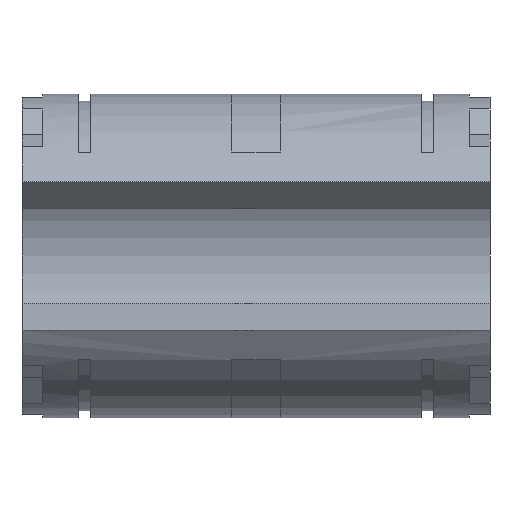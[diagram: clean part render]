
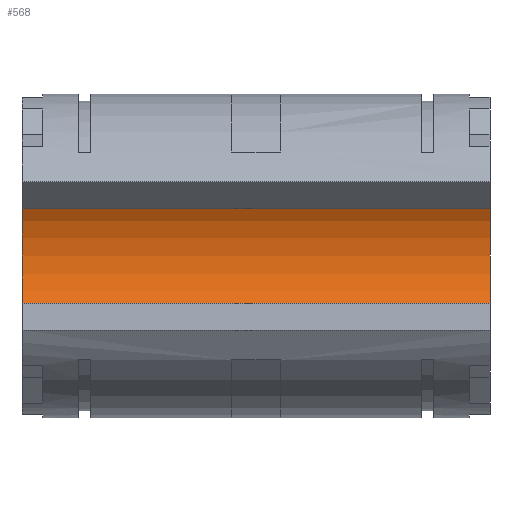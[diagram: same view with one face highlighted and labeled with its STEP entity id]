
A CAD part, front view. The second image highlights one B-rep face of the part: STEP entity #568.
In plain terms, the highlighted cylindrical face has radius 15 mm (diameter 30 mm), a partial arc.
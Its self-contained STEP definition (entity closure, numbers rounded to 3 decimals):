
#559 = EDGE_LOOP ( 'NONE', ( #645, #6359, #628, #632 ) ) ;
#568 = ADVANCED_FACE ( 'NONE', ( #3054 ), #3092, .F. ) ;
#569 = EDGE_CURVE ( 'NONE', #646, #595, #3091, .T. ) ;
#570 = VERTEX_POINT ( 'NONE', #3082 ) ;
#585 = VERTEX_POINT ( 'NONE', #3182 ) ;
#594 = EDGE_CURVE ( 'NONE', #585, #595, #3174, .T. ) ;
#595 = VERTEX_POINT ( 'NONE', #3170 ) ;
#628 = ORIENTED_EDGE ( 'NONE', *, *, #633, .T. ) ;
#632 = ORIENTED_EDGE ( 'NONE', *, *, #569, .T. ) ;
#633 = EDGE_CURVE ( 'NONE', #570, #646, #3251, .T. ) ;
#645 = ORIENTED_EDGE ( 'NONE', *, *, #594, .F. ) ;
#646 = VERTEX_POINT ( 'NONE', #3293 ) ;
#647 = EDGE_CURVE ( 'NONE', #570, #585, #3292, .T. ) ;
#3054 = FACE_OUTER_BOUND ( 'NONE', #559, .T. ) ;
#3082 = CARTESIAN_POINT ( 'NONE',  ( 34., 0., 15. ) ) ;
#3083 = DIRECTION ( 'NONE',  ( 0., 0., 1. ) ) ;
#3084 = DIRECTION ( 'NONE',  ( -1., 0., 0. ) ) ;
#3085 = CARTESIAN_POINT ( 'NONE',  ( -34., 0., 0. ) ) ;
#3086 = AXIS2_PLACEMENT_3D ( 'NONE', #3085, #3084, #3083 ) ;
#3087 = DIRECTION ( 'NONE',  ( 0., 0., 1. ) ) ;
#3088 = DIRECTION ( 'NONE',  ( -1., 0., 0. ) ) ;
#3089 = CARTESIAN_POINT ( 'NONE',  ( 0., 0., 0. ) ) ;
#3090 = AXIS2_PLACEMENT_3D ( 'NONE', #3089, #3088, #3087 ) ;
#3091 = CIRCLE ( 'NONE', #3086, 15. ) ;
#3092 = CYLINDRICAL_SURFACE ( 'NONE', #3090, 15. ) ;
#3170 = CARTESIAN_POINT ( 'NONE',  ( -34., 0., -15. ) ) ;
#3171 = DIRECTION ( 'NONE',  ( -1., 0., 0. ) ) ;
#3172 = VECTOR ( 'NONE', #3171, 1000. ) ;
#3173 = CARTESIAN_POINT ( 'NONE',  ( 0., 0., -15. ) ) ;
#3174 = LINE ( 'NONE', #3173, #3172 ) ;
#3182 = CARTESIAN_POINT ( 'NONE',  ( 34., 0., -15. ) ) ;
#3248 = DIRECTION ( 'NONE',  ( -1., 0., 0. ) ) ;
#3249 = VECTOR ( 'NONE', #3248, 1000. ) ;
#3250 = CARTESIAN_POINT ( 'NONE',  ( 0., 0., 15. ) ) ;
#3251 = LINE ( 'NONE', #3250, #3249 ) ;
#3288 = DIRECTION ( 'NONE',  ( 0., 0., 1. ) ) ;
#3289 = DIRECTION ( 'NONE',  ( -1., 0., 0. ) ) ;
#3290 = CARTESIAN_POINT ( 'NONE',  ( 34., 0., 0. ) ) ;
#3291 = AXIS2_PLACEMENT_3D ( 'NONE', #3290, #3289, #3288 ) ;
#3292 = CIRCLE ( 'NONE', #3291, 15. ) ;
#3293 = CARTESIAN_POINT ( 'NONE',  ( -34., 0., 15. ) ) ;
#6359 = ORIENTED_EDGE ( 'NONE', *, *, #647, .F. ) ;
